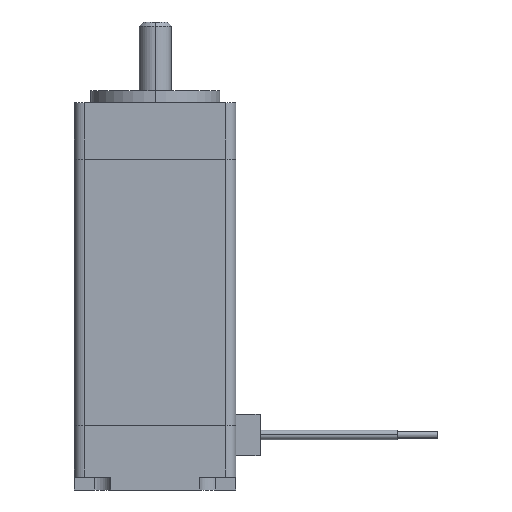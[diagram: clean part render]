
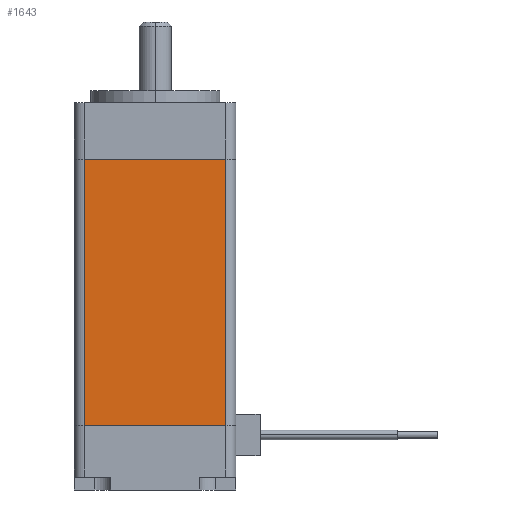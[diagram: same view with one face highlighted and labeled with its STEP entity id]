
A CAD part, left-side view. The second image highlights one B-rep face of the part: STEP entity #1643.
In plain terms, the highlighted planar face has unit normal (-1, 0, 0).
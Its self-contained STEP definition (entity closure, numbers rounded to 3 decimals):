
#47 = CARTESIAN_POINT ( 'NONE',  ( -10., -8.75, 8. ) ) ;
#69 = DIRECTION ( 'NONE',  ( 0., 0., -1. ) ) ;
#160 = DIRECTION ( 'NONE',  ( 0., 0., -1. ) ) ;
#197 = DIRECTION ( 'NONE',  ( 0., -1., 0. ) ) ;
#287 = EDGE_CURVE ( 'NONE', #1297, #1740, #3270, .T. ) ;
#307 = ORIENTED_EDGE ( 'NONE', *, *, #856, .F. ) ;
#362 = VECTOR ( 'NONE', #3233, 1000. ) ;
#450 = PLANE ( 'NONE',  #1315 ) ;
#458 = CARTESIAN_POINT ( 'NONE',  ( -10., 8.75, 48. ) ) ;
#690 = VECTOR ( 'NONE', #197, 1000. ) ;
#745 = LINE ( 'NONE', #2688, #690 ) ;
#792 = VECTOR ( 'NONE', #2812, 1000. ) ;
#856 = EDGE_CURVE ( 'NONE', #2452, #1266, #884, .T. ) ;
#884 = LINE ( 'NONE', #1431, #2745 ) ;
#1166 = EDGE_CURVE ( 'NONE', #1297, #2452, #1991, .T. ) ;
#1266 = VERTEX_POINT ( 'NONE', #47 ) ;
#1297 = VERTEX_POINT ( 'NONE', #1796 ) ;
#1306 = FACE_OUTER_BOUND ( 'NONE', #2936, .T. ) ;
#1315 = AXIS2_PLACEMENT_3D ( 'NONE', #1557, #2669, #160 ) ;
#1431 = CARTESIAN_POINT ( 'NONE',  ( -10., -8.75, 48. ) ) ;
#1557 = CARTESIAN_POINT ( 'NONE',  ( -10., 8.75, 48. ) ) ;
#1643 = ADVANCED_FACE ( 'NONE', ( #1306 ), #450, .F. ) ;
#1740 = VERTEX_POINT ( 'NONE', #2763 ) ;
#1796 = CARTESIAN_POINT ( 'NONE',  ( -10., 8.75, 40.999 ) ) ;
#1930 = ORIENTED_EDGE ( 'NONE', *, *, #3251, .T. ) ;
#1972 = CARTESIAN_POINT ( 'NONE',  ( -10., 8.75, 40.999 ) ) ;
#1991 = LINE ( 'NONE', #1972, #792 ) ;
#2452 = VERTEX_POINT ( 'NONE', #3487 ) ;
#2669 = DIRECTION ( 'NONE',  ( 1., 0., 0. ) ) ;
#2688 = CARTESIAN_POINT ( 'NONE',  ( -10., 8.75, 8. ) ) ;
#2739 = ORIENTED_EDGE ( 'NONE', *, *, #287, .T. ) ;
#2745 = VECTOR ( 'NONE', #69, 1000. ) ;
#2763 = CARTESIAN_POINT ( 'NONE',  ( -10., 8.75, 8. ) ) ;
#2812 = DIRECTION ( 'NONE',  ( 0., -1., 0. ) ) ;
#2936 = EDGE_LOOP ( 'NONE', ( #3383, #2739, #1930, #307 ) ) ;
#3233 = DIRECTION ( 'NONE',  ( 0., 0., -1. ) ) ;
#3251 = EDGE_CURVE ( 'NONE', #1740, #1266, #745, .T. ) ;
#3270 = LINE ( 'NONE', #458, #362 ) ;
#3383 = ORIENTED_EDGE ( 'NONE', *, *, #1166, .F. ) ;
#3487 = CARTESIAN_POINT ( 'NONE',  ( -10., -8.75, 40.999 ) ) ;
